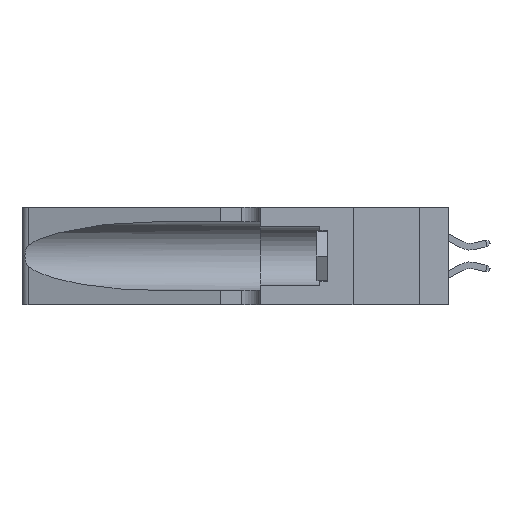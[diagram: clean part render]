
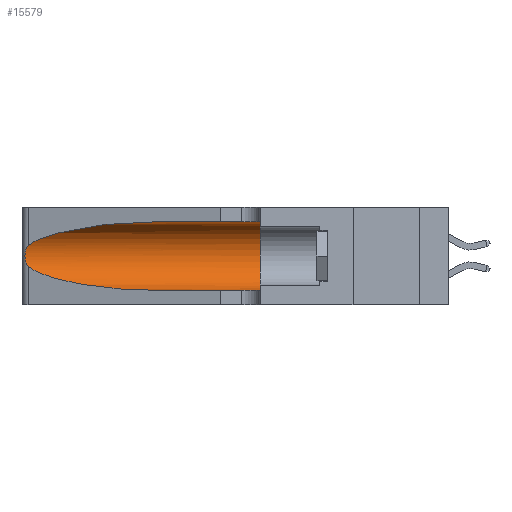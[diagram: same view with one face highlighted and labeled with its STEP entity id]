
A CAD part, left-side view. The second image highlights one B-rep face of the part: STEP entity #15579.
In plain terms, the highlighted cylindrical face has radius 3.308 mm (diameter 6.617 mm), a partial arc.
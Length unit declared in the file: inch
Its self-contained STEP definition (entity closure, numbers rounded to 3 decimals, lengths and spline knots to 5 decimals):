
#1064 = CARTESIAN_POINT ( 'NONE',  ( 0.25555, 1.22993, 0.14849 ) ) ;
#1351 = LINE ( 'NONE', #22155, #21243 ) ;
#2786 = VERTEX_POINT ( 'NONE', #22561 ) ;
#3722 = CARTESIAN_POINT ( 'NONE',  ( 0.25555, 1.22994, 0.2215 ) ) ;
#4835 = EDGE_CURVE ( 'NONE', #33687, #2786, #33142, .T. ) ;
#5888 = CARTESIAN_POINT ( 'NONE',  ( 0.25487, 1.22718, 0.22369 ) ) ;
#6516 = CARTESIAN_POINT ( 'NONE',  ( 0.25787, 1.23484, 0.2124 ) ) ;
#6596 = CARTESIAN_POINT ( 'NONE',  ( 0.25487, 1.22718, 0.22369 ) ) ;
#7771 = CARTESIAN_POINT ( 'NONE',  ( 0.1305, 1.61858, 0.185 ) ) ;
#7895 = EDGE_CURVE ( 'NONE', #8226, #32327, #1351, .T. ) ;
#7993 = VERTEX_POINT ( 'NONE', #5888 ) ;
#8173 = DIRECTION ( 'NONE',  ( 0., -1., 0. ) ) ;
#8226 = VERTEX_POINT ( 'NONE', #33592 ) ;
#9232 = CARTESIAN_POINT ( 'NONE',  ( 0.26018, 1.23835, 0.19895 ) ) ;
#9877 = DIRECTION ( 'NONE',  ( 0., 1., 0. ) ) ;
#10558 = CARTESIAN_POINT ( 'NONE',  ( 0.25487, 1.22718, 0.14631 ) ) ;
#11930 = EDGE_CURVE ( 'NONE', #8226, #7993, #11951, .T. ) ;
#11951 =( BOUNDED_CURVE ( )  B_SPLINE_CURVE ( 3, ( #19854, #17206, #22630, #6596 ),
 .UNSPECIFIED., .F., .F. ) 
 B_SPLINE_CURVE_WITH_KNOTS ( ( 4, 4 ),
 ( 1.5708, 2.84003 ),
 .UNSPECIFIED. ) 
 CURVE ( )  GEOMETRIC_REPRESENTATION_ITEM ( )  RATIONAL_B_SPLINE_CURVE ( ( 1., 0.87, 0.87, 1. ) ) 
 REPRESENTATION_ITEM ( '' )  );
#11966 = CARTESIAN_POINT ( 'NONE',  ( 0.26075, 1.23896, 0.178 ) ) ;
#13039 =( BOUNDED_CURVE ( )  B_SPLINE_CURVE ( 3, ( #10558, #29232, #13260, #31905 ),
 .UNSPECIFIED., .F., .T. ) 
 B_SPLINE_CURVE_WITH_KNOTS ( ( 4, 4 ),
 ( 3.44316, 4.71239 ),
 .UNSPECIFIED. ) 
 CURVE ( )  GEOMETRIC_REPRESENTATION_ITEM ( )  RATIONAL_B_SPLINE_CURVE ( ( 1., 0.87, 0.87, 1. ) ) 
 REPRESENTATION_ITEM ( '' )  );
#13260 = CARTESIAN_POINT ( 'NONE',  ( 0.18966, 0.96281, 0.05475 ) ) ;
#14670 = CARTESIAN_POINT ( 'NONE',  ( 0.25856, 1.23593, 0.16098 ) ) ;
#15579 = ADVANCED_FACE ( 'NONE', ( #29874 ), #15714, .F. ) ;
#15714 = CYLINDRICAL_SURFACE ( 'NONE', #22854, 0.13025 ) ;
#15902 = ORIENTED_EDGE ( 'NONE', *, *, #4835, .T. ) ;
#17206 = CARTESIAN_POINT ( 'NONE',  ( 0.18966, 0.96281, 0.31525 ) ) ;
#17257 = CARTESIAN_POINT ( 'NONE',  ( 0.1305, 0.35, 0.31525 ) ) ;
#17351 = CARTESIAN_POINT ( 'NONE',  ( 0.25639, 1.23186, 0.15144 ) ) ;
#18053 = CIRCLE ( 'NONE', #26154, 0.13025 ) ;
#18954 = DIRECTION ( 'NONE',  ( 0., 0., -1. ) ) ;
#19481 = DIRECTION ( 'NONE',  ( 0., -1., 0. ) ) ;
#19854 = CARTESIAN_POINT ( 'NONE',  ( 0.1305, 0.72297, 0.31525 ) ) ;
#20015 = CARTESIAN_POINT ( 'NONE',  ( 0.25487, 1.22718, 0.14631 ) ) ;
#20141 = ORIENTED_EDGE ( 'NONE', *, *, #7895, .F. ) ;
#20492 = DIRECTION ( 'NONE',  ( 0., -1., 0. ) ) ;
#21243 = VECTOR ( 'NONE', #19481, 39.37008 ) ;
#21657 = EDGE_CURVE ( 'NONE', #7993, #30597, #21770, .T. ) ;
#21770 = B_SPLINE_CURVE_WITH_KNOTS ( 'NONE', 3,
 ( #33181, #3722, #22551, #6516, #25240, #9232, #27927, #11966, #30616, #14670, #33299, #17351, #1064, #20015 ),
 .UNSPECIFIED., .F., .F.,
 ( 4, 2, 2, 2, 2, 2, 4 ),
 ( 0., 0.00027, 0.00053, 0.00107, 0.0016, 0.00187, 0.00214 ),
 .UNSPECIFIED. ) ;
#22155 = CARTESIAN_POINT ( 'NONE',  ( 0.1305, 1.61858, 0.31525 ) ) ;
#22551 = CARTESIAN_POINT ( 'NONE',  ( 0.25639, 1.23184, 0.21858 ) ) ;
#22561 = CARTESIAN_POINT ( 'NONE',  ( 0.1305, 0.35, 0.05475 ) ) ;
#22630 = CARTESIAN_POINT ( 'NONE',  ( 0.2373, 1.15595, 0.28018 ) ) ;
#22854 = AXIS2_PLACEMENT_3D ( 'NONE', #7771, #8173, #18954 ) ;
#23630 = ORIENTED_EDGE ( 'NONE', *, *, #34492, .F. ) ;
#25240 = CARTESIAN_POINT ( 'NONE',  ( 0.25854, 1.2359, 0.20912 ) ) ;
#25526 = ORIENTED_EDGE ( 'NONE', *, *, #11930, .T. ) ;
#25880 = CARTESIAN_POINT ( 'NONE',  ( 0.1305, 0.35, 0.185 ) ) ;
#26054 = VECTOR ( 'NONE', #20492, 39.37008 ) ;
#26154 = AXIS2_PLACEMENT_3D ( 'NONE', #25880, #9877, #28563 ) ;
#26460 = EDGE_LOOP ( 'NONE', ( #25526, #33240, #29043, #15902, #23630, #20141 ) ) ;
#27927 = CARTESIAN_POINT ( 'NONE',  ( 0.26075, 1.23896, 0.19203 ) ) ;
#28531 = CARTESIAN_POINT ( 'NONE',  ( 0.25487, 1.22718, 0.14631 ) ) ;
#28563 = DIRECTION ( 'NONE',  ( 0., 0., 1. ) ) ;
#29043 = ORIENTED_EDGE ( 'NONE', *, *, #30757, .T. ) ;
#29232 = CARTESIAN_POINT ( 'NONE',  ( 0.2373, 1.15595, 0.08982 ) ) ;
#29874 = FACE_OUTER_BOUND ( 'NONE', #26460, .T. ) ;
#30113 = CARTESIAN_POINT ( 'NONE',  ( 0.1305, 0.72297, 0.05475 ) ) ;
#30597 = VERTEX_POINT ( 'NONE', #28531 ) ;
#30616 = CARTESIAN_POINT ( 'NONE',  ( 0.26017, 1.23833, 0.17102 ) ) ;
#30757 = EDGE_CURVE ( 'NONE', #30597, #33687, #13039, .T. ) ;
#31905 = CARTESIAN_POINT ( 'NONE',  ( 0.1305, 0.72297, 0.05475 ) ) ;
#32061 = CARTESIAN_POINT ( 'NONE',  ( 0.1305, 1.61858, 0.05475 ) ) ;
#32327 = VERTEX_POINT ( 'NONE', #17257 ) ;
#33142 = LINE ( 'NONE', #32061, #26054 ) ;
#33181 = CARTESIAN_POINT ( 'NONE',  ( 0.25487, 1.22718, 0.22369 ) ) ;
#33240 = ORIENTED_EDGE ( 'NONE', *, *, #21657, .T. ) ;
#33299 = CARTESIAN_POINT ( 'NONE',  ( 0.25789, 1.23486, 0.15765 ) ) ;
#33592 = CARTESIAN_POINT ( 'NONE',  ( 0.1305, 0.72297, 0.31525 ) ) ;
#33687 = VERTEX_POINT ( 'NONE', #30113 ) ;
#34492 = EDGE_CURVE ( 'NONE', #32327, #2786, #18053, .T. ) ;
